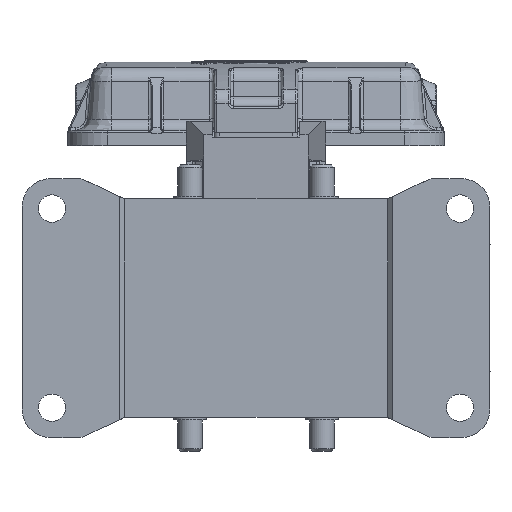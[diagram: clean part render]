
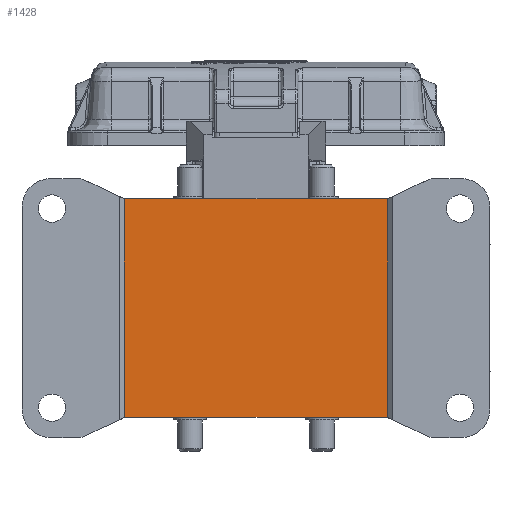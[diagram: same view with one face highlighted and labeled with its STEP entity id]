
A CAD part, front view. The second image highlights one B-rep face of the part: STEP entity #1428.
In plain terms, the highlighted planar face has unit normal (0, -1, 0).
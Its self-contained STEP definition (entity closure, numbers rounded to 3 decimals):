
#318 = ORIENTED_EDGE ( 'NONE', *, *, #33715, .T. ) ;
#331 = ORIENTED_EDGE ( 'NONE', *, *, #31624, .T. ) ;
#438 = ORIENTED_EDGE ( 'NONE', *, *, #1605, .T. ) ;
#607 = ORIENTED_EDGE ( 'NONE', *, *, #31620, .T. ) ;
#627 = ORIENTED_EDGE ( 'NONE', *, *, #33687, .F. ) ;
#648 = ORIENTED_EDGE ( 'NONE', *, *, #33716, .F. ) ;
#675 = ORIENTED_EDGE ( 'NONE', *, *, #1612, .F. ) ;
#698 = VERTEX_POINT ( 'NONE', #48719 ) ;
#741 = ORIENTED_EDGE ( 'NONE', *, *, #33686, .F. ) ;
#1428 = ADVANCED_FACE ( 'NONE', ( #26245 ), #24022, .T. ) ;
#1605 = EDGE_CURVE ( 'NONE', #47927, #4278, #39196, .T. ) ;
#1612 = EDGE_CURVE ( 'NONE', #47846, #4296, #39223, .T. ) ;
#4278 = VERTEX_POINT ( 'NONE', #15095 ) ;
#4292 = VERTEX_POINT ( 'NONE', #15109 ) ;
#4295 = VERTEX_POINT ( 'NONE', #15112 ) ;
#4296 = VERTEX_POINT ( 'NONE', #15113 ) ;
#4768 = CARTESIAN_POINT ( 'NONE',  ( -26.404, -52.5, -21.941 ) ) ;
#4795 = CARTESIAN_POINT ( 'NONE',  ( 26.404, -52.5, -21.941 ) ) ;
#4844 = CARTESIAN_POINT ( 'NONE',  ( 26.404, -52.5, 21.941 ) ) ;
#5574 = LINE ( 'NONE', #5575, #50154 ) ;
#5575 = CARTESIAN_POINT ( 'NONE',  ( 30.935, -52.5, -21.941 ) ) ;
#5576 = DIRECTION ( 'NONE',  ( -1., 0., 0. ) ) ;
#5577 = LINE ( 'NONE', #5578, #50155 ) ;
#5578 = CARTESIAN_POINT ( 'NONE',  ( -26., -52.5, 21.75 ) ) ;
#5579 = DIRECTION ( 'NONE',  ( 0.904, 0., -0.427 ) ) ;
#8374 = EDGE_LOOP ( 'NONE', ( #438, #331, #648, #318, #627, #607, #675, #741 ) ) ;
#15095 = CARTESIAN_POINT ( 'NONE',  ( 26.422, -52.5, -21.949 ) ) ;
#15109 = CARTESIAN_POINT ( 'NONE',  ( -26.422, -52.5, 21.949 ) ) ;
#15112 = CARTESIAN_POINT ( 'NONE',  ( 26.422, -52.5, 21.949 ) ) ;
#15113 = CARTESIAN_POINT ( 'NONE',  ( -26.422, -52.5, -21.949 ) ) ;
#17426 = VECTOR ( 'NONE', #39225, 1000. ) ;
#20521 = VECTOR ( 'NONE', #39198, 1000. ) ;
#24022 = PLANE ( 'NONE',  #26162 ) ;
#24023 = CARTESIAN_POINT ( 'NONE',  ( 0., -52.5, 0. ) ) ;
#24024 = DIRECTION ( 'NONE',  ( 0., -1., 0. ) ) ;
#24025 = DIRECTION ( 'NONE',  ( 0., 0., -1. ) ) ;
#26162 = AXIS2_PLACEMENT_3D ( 'NONE', #24023, #24024, #24025 ) ;
#26245 = FACE_OUTER_BOUND ( 'NONE', #8374, .T. ) ;
#29383 = LINE ( 'NONE', #29384, #50174 ) ;
#29384 = CARTESIAN_POINT ( 'NONE',  ( 0., -52.5, 21.941 ) ) ;
#29385 = DIRECTION ( 'NONE',  ( -1., 0., 0. ) ) ;
#29386 = LINE ( 'NONE', #29387, #50175 ) ;
#29387 = CARTESIAN_POINT ( 'NONE',  ( 35., -52.5, 26. ) ) ;
#29388 = DIRECTION ( 'NONE',  ( 0.904, 0., 0.427 ) ) ;
#31620 = EDGE_CURVE ( 'NONE', #4292, #4296, #52276, .T. ) ;
#31624 = EDGE_CURVE ( 'NONE', #4278, #4295, #52291, .T. ) ;
#33686 = EDGE_CURVE ( 'NONE', #47927, #47846, #5574, .T. ) ;
#33687 = EDGE_CURVE ( 'NONE', #4292, #698, #5577, .T. ) ;
#33715 = EDGE_CURVE ( 'NONE', #48108, #698, #29383, .T. ) ;
#33716 = EDGE_CURVE ( 'NONE', #48108, #4295, #29386, .T. ) ;
#39196 = LINE ( 'NONE', #39197, #20521 ) ;
#39197 = CARTESIAN_POINT ( 'NONE',  ( 26.404, -52.5, -21.941 ) ) ;
#39198 = DIRECTION ( 'NONE',  ( 0.904, 0., -0.427 ) ) ;
#39223 = LINE ( 'NONE', #39224, #17426 ) ;
#39224 = CARTESIAN_POINT ( 'NONE',  ( -35., -52.5, -26. ) ) ;
#39225 = DIRECTION ( 'NONE',  ( -0.904, 0., -0.427 ) ) ;
#47846 = VERTEX_POINT ( 'NONE', #4768 ) ;
#47927 = VERTEX_POINT ( 'NONE', #4795 ) ;
#48108 = VERTEX_POINT ( 'NONE', #4844 ) ;
#48719 = CARTESIAN_POINT ( 'NONE',  ( -26.404, -52.5, 21.941 ) ) ;
#50154 = VECTOR ( 'NONE', #5576, 1000. ) ;
#50155 = VECTOR ( 'NONE', #5579, 1000. ) ;
#50174 = VECTOR ( 'NONE', #29385, 1000. ) ;
#50175 = VECTOR ( 'NONE', #29388, 1000. ) ;
#52276 = LINE ( 'NONE', #52277, #54111 ) ;
#52277 = CARTESIAN_POINT ( 'NONE',  ( -26.422, -52.5, 0. ) ) ;
#52279 = DIRECTION ( 'NONE',  ( 0., 0., -1. ) ) ;
#52291 = LINE ( 'NONE', #52292, #54118 ) ;
#52292 = CARTESIAN_POINT ( 'NONE',  ( 26.422, -52.5, 0. ) ) ;
#52293 = DIRECTION ( 'NONE',  ( 0., 0., 1. ) ) ;
#54111 = VECTOR ( 'NONE', #52279, 1000. ) ;
#54118 = VECTOR ( 'NONE', #52293, 1000. ) ;
